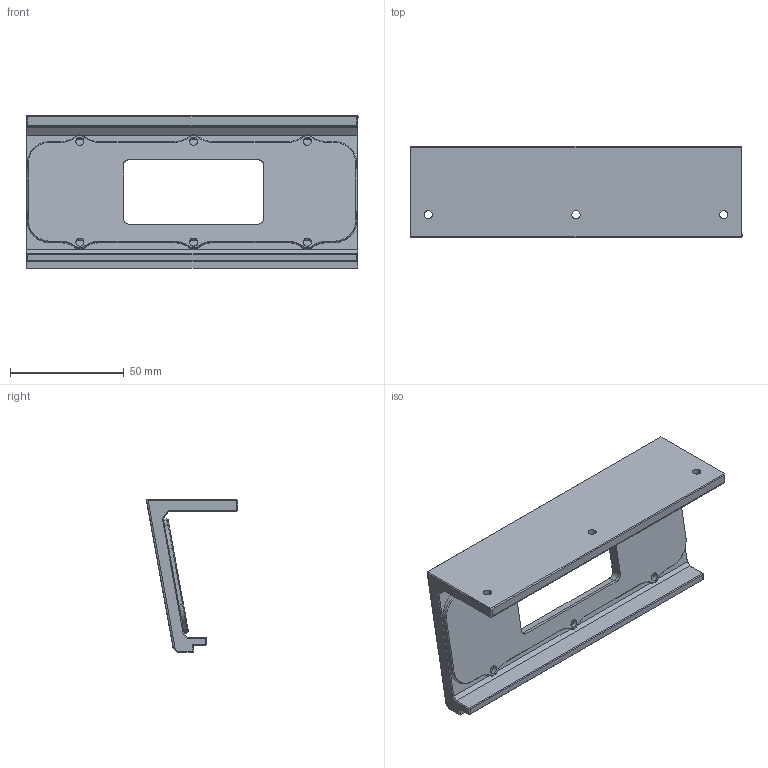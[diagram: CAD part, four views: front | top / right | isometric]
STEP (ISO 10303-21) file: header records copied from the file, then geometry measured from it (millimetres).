
FILE_DESCRIPTION(/* description */ (''),/* implementation_level */ '2;1');
FILE_NAME(/* name */ 'power_panel.step',/* time_stamp */ '2021-09-13T17:08:53+02:00',/* author */ (''),/* organization */ (''),/* preprocessor_version */ 'ST-DEVELOPER v18.1',/* originating_system */ 'Autodesk Translation Framework v10.10.0.1391',/* authorisation */ '');
FILE_SCHEMA (('AUTOMOTIVE_DESIGN { 1 0 10303 214 3 1 1 }'));
Length unit declared in the file: millimetre
Products named in the file (3): power_panel; (FINAL EDIT) TOP SKIRT BASE PART (SKIRT ELECTRON INSERTION); plug_panel_filtered_mains_keystone
Assembly tree (2 placements, depth 2):
  power_panel
    (FINAL EDIT) TOP SKIRT BASE PART (SKIRT ELECTRON INSERTION)
    plug_panel_filtered_mains_keystone
Bounding box: 145.97 x 40.05 x 67 mm (x, y, z)
Volume: 82326.2 mm3; surface area: 39447.8 mm2
Topology: 2 solids, 4 shells, 217 faces, 528 edges, 327 vertices
Faces by surface type: plane 143, cylinder 45, cone 29
Full cylindrical faces by diameter (mm): 3.6 x9, 4.7 x6
Entity records: 6380 total; most frequent: DIRECTION 1091, CARTESIAN_POINT 1077, ORIENTED_EDGE 1056, EDGE_CURVE 528, LINE 409, VECTOR 409, AXIS2_PLACEMENT_3D 341, VERTEX_POINT 327
